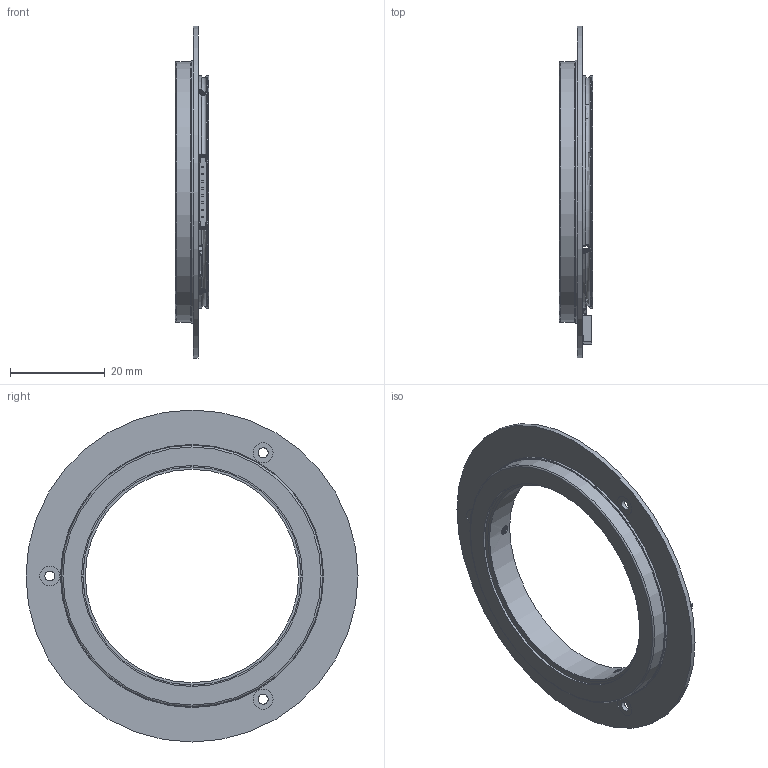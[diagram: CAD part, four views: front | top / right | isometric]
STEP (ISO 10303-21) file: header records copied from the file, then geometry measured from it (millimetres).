
FILE_DESCRIPTION (( 'STEP AP214' ), '1' );
FILE_NAME ('MBS-45-70.step', '2022-08-01T07:31:42', ( '' ), ( '' ), 'SwSTEP 2.0', 'SolidWorks 2021', '' );
FILE_SCHEMA (( 'AUTOMOTIVE_DESIGN' ));
Length unit declared in the file: millimetre
Products named in the file (1): MBS-45-70
Bounding box: 7 x 70 x 70 mm (x, y, z)
Volume: 4287.6 mm3; surface area: 11059.4 mm2
Topology: 6 solids, 6 shells, 1185 faces, 3265 edges, 2129 vertices
Faces by surface type: plane 785, bspline 251, cylinder 119, sphere 16, cone 9, torus 5
Full cylindrical faces by diameter (mm): 2.1 x3, 4.2 x6, 45 x1, 46 x1, 46.02 x1, 46.6 x1, 49 x3, 50 x1, 54 x1, 55 x1, 55.5 x1, 70 x1
Entity records: 86015 total; most frequent: CARTESIAN_POINT 51841, ORIENTED_EDGE 6430, DIRECTION 4762, EDGE_CURVE 3215, VECTOR 2410, LINE 2410, VERTEX_POINT 2122, EDGE_LOOP 1301
